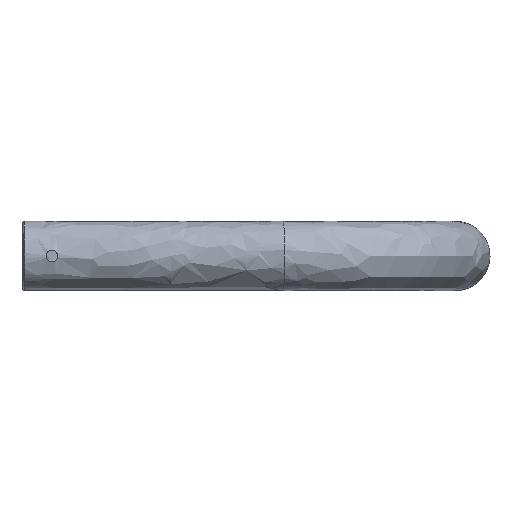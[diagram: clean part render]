
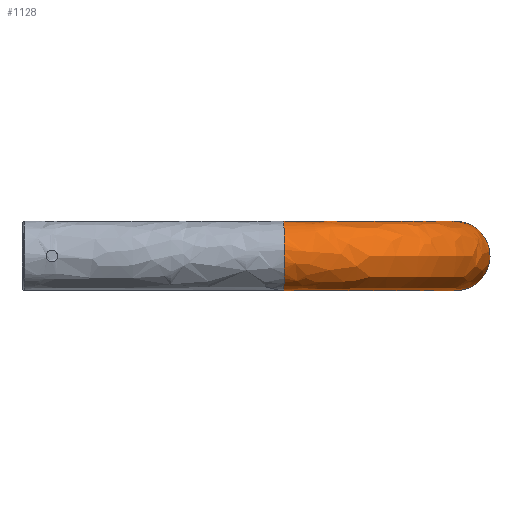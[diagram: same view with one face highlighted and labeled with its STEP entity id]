
A CAD part, front view. The second image highlights one B-rep face of the part: STEP entity #1128.
In plain terms, the highlighted free-form (B-spline) face has degree [3, 3] with [7, 4] control points.
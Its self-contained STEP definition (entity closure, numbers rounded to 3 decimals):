
#35 = EDGE_CURVE ( 'NONE', #1832, #1832, #2032, .T. ) ;
#148 = CARTESIAN_POINT ( 'NONE',  ( 250.853, -497.811, 24.15 ) ) ;
#160 = CARTESIAN_POINT ( 'NONE',  ( 181.047, -498.42, -24.15 ) ) ;
#306 = VERTEX_POINT ( 'NONE', #1584 ) ;
#311 = CARTESIAN_POINT ( 'NONE',  ( 181.047, -498.42, -24.15 ) ) ;
#322 = CARTESIAN_POINT ( 'NONE',  ( 251.702, -378.846, 24.15 ) ) ;
#326 = DIRECTION ( 'NONE',  ( 0.009, -1., 0. ) ) ;
#366 = CARTESIAN_POINT ( 'NONE',  ( 300., -378.425, -24.15 ) ) ;
#425 =( BOUNDED_SURFACE ( )  B_SPLINE_SURFACE ( 3, 3, ( 
 ( #1211, #1147, #1377, #311 ),
 ( #1550, #497, #1721, #680 ),
 ( #1901, #861, #2078, #1045 ),
 ( #2254, #1219, #148, #1385 ),
 ( #322, #1562, #507, #1731 ),
 ( #691, #1910, #870, #2090 ),
 ( #1055, #2264, #1229, #160 ) ),
 .UNSPECIFIED., .T., .F., .F. ) 
 B_SPLINE_SURFACE_WITH_KNOTS ( ( 4, 3, 4 ),
 ( 4, 4 ),
 ( 0., 0.5, 1. ),
 ( 0., 1. ),
 .UNSPECIFIED. ) 
 GEOMETRIC_REPRESENTATION_ITEM ( )  RATIONAL_B_SPLINE_SURFACE ( (
 ( 1., 0.807, 0.807, 1.),
 ( 0.333, 0.269, 0.269, 0.333),
 ( 0.333, 0.269, 0.269, 0.333),
 ( 1., 0.807, 0.807, 1.),
 ( 0.333, 0.269, 0.269, 0.333),
 ( 0.333, 0.269, 0.269, 0.333),
 ( 1., 0.807, 0.807, 1.) ) ) 
 REPRESENTATION_ITEM ( '' )  SURFACE ( )  );
#468 = CIRCLE ( 'NONE', #587, 24.15 ) ;
#497 = CARTESIAN_POINT ( 'NONE',  ( 348.543, -475.909, -24.15 ) ) ;
#504 = AXIS2_PLACEMENT_3D ( 'NONE', #759, #326, #1656 ) ;
#507 = CARTESIAN_POINT ( 'NONE',  ( 221.917, -450.009, 24.15 ) ) ;
#521 = EDGE_LOOP ( 'NONE', ( #2084 ) ) ;
#587 = AXIS2_PLACEMENT_3D ( 'NONE', #852, #1892, #670 ) ;
#605 = EDGE_CURVE ( 'NONE', #306, #306, #468, .T. ) ;
#670 = DIRECTION ( 'NONE',  ( 0., 0., -1. ) ) ;
#680 = CARTESIAN_POINT ( 'NONE',  ( 181.89, -546.713, -24.15 ) ) ;
#691 = CARTESIAN_POINT ( 'NONE',  ( 251.702, -378.846, -24.15 ) ) ;
#759 = CARTESIAN_POINT ( 'NONE',  ( 300., -378.425, 0. ) ) ;
#852 = CARTESIAN_POINT ( 'NONE',  ( 181.047, -498.42, 0. ) ) ;
#861 = CARTESIAN_POINT ( 'NONE',  ( 348.543, -475.909, 24.15 ) ) ;
#870 = CARTESIAN_POINT ( 'NONE',  ( 221.917, -450.009, -24.15 ) ) ;
#1045 = CARTESIAN_POINT ( 'NONE',  ( 181.89, -546.713, 24.15 ) ) ;
#1055 = CARTESIAN_POINT ( 'NONE',  ( 300., -378.425, -24.15 ) ) ;
#1128 = ADVANCED_FACE ( 'NONE', ( #1491, #2087 ), #425, .T. ) ;
#1147 = CARTESIAN_POINT ( 'NONE',  ( 300., -448.234, -24.15 ) ) ;
#1211 = CARTESIAN_POINT ( 'NONE',  ( 300., -378.425, -24.15 ) ) ;
#1219 = CARTESIAN_POINT ( 'NONE',  ( 300., -448.234, 24.15 ) ) ;
#1229 = CARTESIAN_POINT ( 'NONE',  ( 250.853, -497.811, -24.15 ) ) ;
#1377 = CARTESIAN_POINT ( 'NONE',  ( 250.853, -497.811, -24.15 ) ) ;
#1385 = CARTESIAN_POINT ( 'NONE',  ( 181.047, -498.42, 24.15 ) ) ;
#1491 = FACE_OUTER_BOUND ( 'NONE', #521, .T. ) ;
#1550 = CARTESIAN_POINT ( 'NONE',  ( 348.298, -378.003, -24.15 ) ) ;
#1562 = CARTESIAN_POINT ( 'NONE',  ( 251.457, -420.558, 24.15 ) ) ;
#1568 = EDGE_LOOP ( 'NONE', ( #1672 ) ) ;
#1584 = CARTESIAN_POINT ( 'NONE',  ( 181.047, -498.42, -24.15 ) ) ;
#1656 = DIRECTION ( 'NONE',  ( 0., 0., -1. ) ) ;
#1672 = ORIENTED_EDGE ( 'NONE', *, *, #605, .F. ) ;
#1721 = CARTESIAN_POINT ( 'NONE',  ( 279.79, -545.613, -24.15 ) ) ;
#1731 = CARTESIAN_POINT ( 'NONE',  ( 180.204, -450.127, 24.15 ) ) ;
#1832 = VERTEX_POINT ( 'NONE', #366 ) ;
#1892 = DIRECTION ( 'NONE',  ( -1., -0.017, 0. ) ) ;
#1901 = CARTESIAN_POINT ( 'NONE',  ( 348.298, -378.003, 24.15 ) ) ;
#1910 = CARTESIAN_POINT ( 'NONE',  ( 251.457, -420.558, -24.15 ) ) ;
#2032 = CIRCLE ( 'NONE', #504, 24.15 ) ;
#2078 = CARTESIAN_POINT ( 'NONE',  ( 279.79, -545.613, 24.15 ) ) ;
#2084 = ORIENTED_EDGE ( 'NONE', *, *, #35, .T. ) ;
#2087 = FACE_OUTER_BOUND ( 'NONE', #1568, .T. ) ;
#2090 = CARTESIAN_POINT ( 'NONE',  ( 180.204, -450.127, -24.15 ) ) ;
#2254 = CARTESIAN_POINT ( 'NONE',  ( 300., -378.425, 24.15 ) ) ;
#2264 = CARTESIAN_POINT ( 'NONE',  ( 300., -448.234, -24.15 ) ) ;
